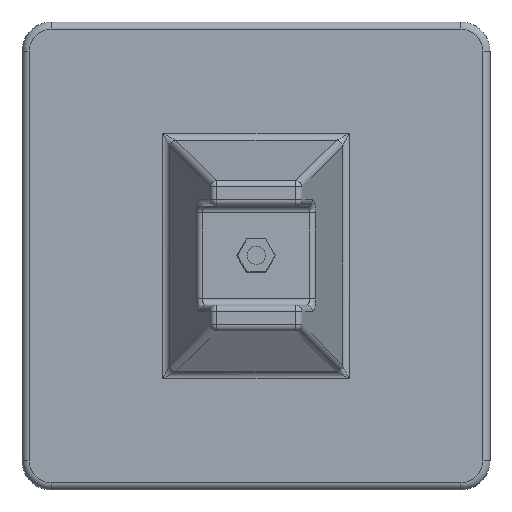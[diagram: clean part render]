
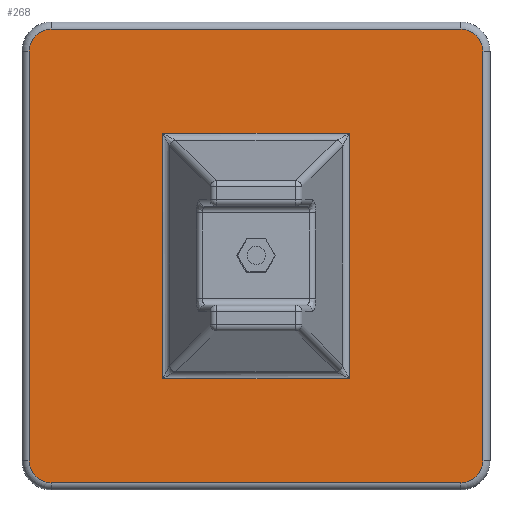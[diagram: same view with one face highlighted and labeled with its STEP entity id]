
A CAD part, top view. The second image highlights one B-rep face of the part: STEP entity #268.
In plain terms, the highlighted planar face has unit normal (0, 0, 1).
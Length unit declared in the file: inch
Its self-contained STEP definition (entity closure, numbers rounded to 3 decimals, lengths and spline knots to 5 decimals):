
#159=CARTESIAN_POINT('',(-4.0,-4.0,0.25));
#160=DIRECTION('',(0.0,0.0,-1.0));
#161=DIRECTION('',(-1.0,0.0,0.0));
#162=AXIS2_PLACEMENT_3D('',#159,#160,#161);
#163=PLANE('',#162);
#164=CARTESIAN_POINT('',(-3.876,3.5,0.25));
#165=VERTEX_POINT('',#164);
#166=CARTESIAN_POINT('',(-3.876,-3.5,0.25));
#167=VERTEX_POINT('',#166);
#168=CARTESIAN_POINT('',(-3.876,3.5,0.25));
#169=DIRECTION('',(0.0,-1.0,0.0));
#170=VECTOR('',#169,7.);
#171=LINE('',#168,#170);
#172=EDGE_CURVE('',#165,#167,#171,.T.);
#173=ORIENTED_EDGE('',*,*,#172,.T.);
#174=CARTESIAN_POINT('',(-3.5,-3.876,0.25));
#175=VERTEX_POINT('',#174);
#176=CARTESIAN_POINT('',(-3.5,-3.5,0.25));
#177=DIRECTION('',(0.0,0.0,1.0));
#178=DIRECTION('',(-1.0,0.0,0.0));
#179=AXIS2_PLACEMENT_3D('',#176,#177,#178);
#180=CIRCLE('',#179,0.376);
#181=EDGE_CURVE('',#167,#175,#180,.T.);
#182=ORIENTED_EDGE('',*,*,#181,.T.);
#183=CARTESIAN_POINT('',(3.5,-3.876,0.25));
#184=VERTEX_POINT('',#183);
#185=CARTESIAN_POINT('',(-3.5,-3.876,0.25));
#186=DIRECTION('',(1.0,0.0,0.0));
#187=VECTOR('',#186,7.0);
#188=LINE('',#185,#187);
#189=EDGE_CURVE('',#175,#184,#188,.T.);
#190=ORIENTED_EDGE('',*,*,#189,.T.);
#191=CARTESIAN_POINT('',(3.876,-3.5,0.25));
#192=VERTEX_POINT('',#191);
#193=CARTESIAN_POINT('',(3.5,-3.5,0.25));
#194=DIRECTION('',(0.0,0.0,1.0));
#195=DIRECTION('',(-1.0,0.0,0.0));
#196=AXIS2_PLACEMENT_3D('',#193,#194,#195);
#197=CIRCLE('',#196,0.376);
#198=EDGE_CURVE('',#184,#192,#197,.T.);
#199=ORIENTED_EDGE('',*,*,#198,.T.);
#200=CARTESIAN_POINT('',(3.876,3.5,0.25));
#201=VERTEX_POINT('',#200);
#202=CARTESIAN_POINT('',(3.876,-3.5,0.25));
#203=DIRECTION('',(0.0,1.0,0.0));
#204=VECTOR('',#203,7.);
#205=LINE('',#202,#204);
#206=EDGE_CURVE('',#192,#201,#205,.T.);
#207=ORIENTED_EDGE('',*,*,#206,.T.);
#208=CARTESIAN_POINT('',(3.5,3.876,0.25));
#209=VERTEX_POINT('',#208);
#210=CARTESIAN_POINT('',(3.5,3.5,0.25));
#211=DIRECTION('',(0.0,0.0,1.0));
#212=DIRECTION('',(-1.0,0.0,0.0));
#213=AXIS2_PLACEMENT_3D('',#210,#211,#212);
#214=CIRCLE('',#213,0.376);
#215=EDGE_CURVE('',#201,#209,#214,.T.);
#216=ORIENTED_EDGE('',*,*,#215,.T.);
#217=CARTESIAN_POINT('',(-3.5,3.876,0.25));
#218=VERTEX_POINT('',#217);
#219=CARTESIAN_POINT('',(3.5,3.876,0.25));
#220=DIRECTION('',(-1.0,0.0,0.0));
#221=VECTOR('',#220,7.);
#222=LINE('',#219,#221);
#223=EDGE_CURVE('',#209,#218,#222,.T.);
#224=ORIENTED_EDGE('',*,*,#223,.T.);
#225=CARTESIAN_POINT('',(-3.5,3.5,0.25));
#226=DIRECTION('',(0.0,0.0,1.0));
#227=DIRECTION('',(-1.0,0.0,0.0));
#228=AXIS2_PLACEMENT_3D('',#225,#226,#227);
#229=CIRCLE('',#228,0.376);
#230=EDGE_CURVE('',#218,#165,#229,.T.);
#231=ORIENTED_EDGE('',*,*,#230,.T.);
#232=EDGE_LOOP('',(#173,#182,#190,#199,#207,#216,#224,#231));
#233=FACE_OUTER_BOUND('',#232,.T.);
#234=CARTESIAN_POINT('',(1.59515,2.09515,0.25));
#235=VERTEX_POINT('',#234);
#236=CARTESIAN_POINT('',(1.59515,-2.09515,0.25));
#237=VERTEX_POINT('',#236);
#238=CARTESIAN_POINT('',(1.59515,2.09515,0.25));
#239=DIRECTION('',(0.0,-1.0,0.0));
#240=VECTOR('',#239,4.1903);
#241=LINE('',#238,#240);
#242=EDGE_CURVE('',#235,#237,#241,.T.);
#243=ORIENTED_EDGE('',*,*,#242,.T.);
#244=CARTESIAN_POINT('',(-1.59515,-2.09515,0.25));
#245=VERTEX_POINT('',#244);
#246=CARTESIAN_POINT('',(1.59515,-2.09515,0.25));
#247=DIRECTION('',(-1.0,0.0,0.0));
#248=VECTOR('',#247,3.1903);
#249=LINE('',#246,#248);
#250=EDGE_CURVE('',#237,#245,#249,.T.);
#251=ORIENTED_EDGE('',*,*,#250,.T.);
#252=CARTESIAN_POINT('',(-1.59515,2.09515,0.25));
#253=VERTEX_POINT('',#252);
#254=CARTESIAN_POINT('',(-1.59515,-2.09515,0.25));
#255=DIRECTION('',(0.0,1.0,0.0));
#256=VECTOR('',#255,4.1903);
#257=LINE('',#254,#256);
#258=EDGE_CURVE('',#245,#253,#257,.T.);
#259=ORIENTED_EDGE('',*,*,#258,.T.);
#260=CARTESIAN_POINT('',(-1.59515,2.09515,0.25));
#261=DIRECTION('',(1.0,0.0,0.0));
#262=VECTOR('',#261,3.1903);
#263=LINE('',#260,#262);
#264=EDGE_CURVE('',#253,#235,#263,.T.);
#265=ORIENTED_EDGE('',*,*,#264,.T.);
#266=EDGE_LOOP('',(#243,#251,#259,#265));
#267=FACE_BOUND('',#266,.T.);
#268=ADVANCED_FACE('',(#233,#267),#163,.F.);
